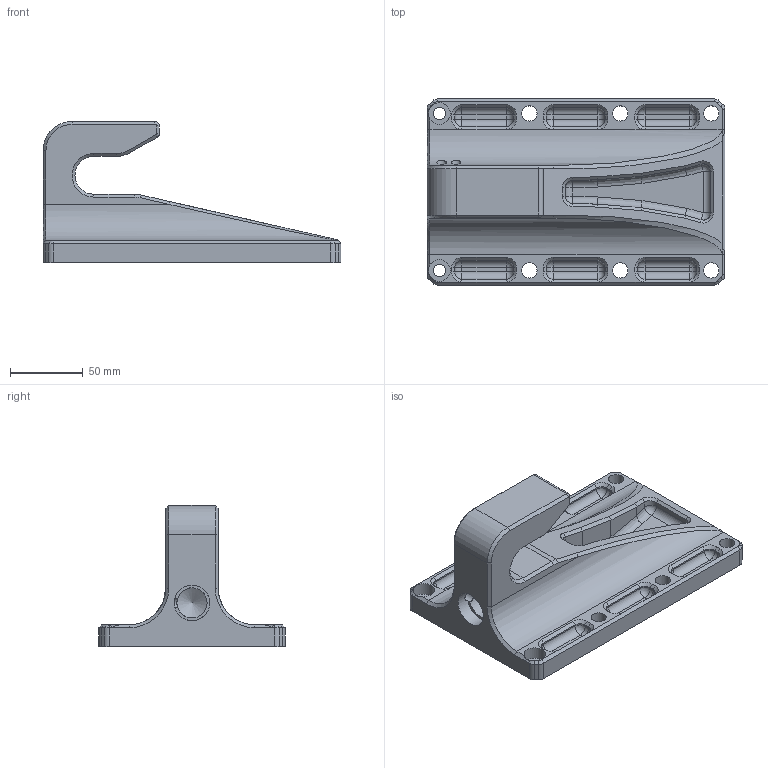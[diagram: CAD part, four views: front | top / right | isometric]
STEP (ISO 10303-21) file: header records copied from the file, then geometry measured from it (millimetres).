
FILE_DESCRIPTION(/* description */ ('Unknown'),/* implementation_level */ '2;1');
FILE_NAME(/* name */ '114986',/* time_stamp */ '2022-08-23T12:01:44+03:00',/* author */ ('Unknown'),/* organization */ ('Unknown'),/* preprocessor_version */ 'ST-DEVELOPER v16.7',/* originating_system */ 'Solid Edge',/* authorisation */ 'Unknown');
FILE_SCHEMA (('AUTOMOTIVE_DESIGN {1 0 10303 214 3 1 1}'));
Length unit declared in the file: millimetre
Products named in the file (1): 114986
Bounding box: 205 x 128 x 97 mm (x, y, z)
Volume: 573007.4 mm3; surface area: 92905.5 mm2
Topology: 1 solids, 1 shells, 298 faces, 699 edges, 375 vertices
Faces by surface type: plane 106, cylinder 87, cone 49, sphere 28, bspline 26, torus 2
Full cylindrical faces by diameter (mm): 6.647 x2, 8.5 x2, 10.5 x6, 15 x2, 20.752 x2, 24.5 x1
Entity records: 10881 total; most frequent: CARTESIAN_POINT 2342, DIRECTION 1350, ORIENTED_EDGE 1296, EDGE_CURVE 648, AXIS2_PLACEMENT_3D 496, VERTEX_POINT 369, LINE 358, VECTOR 358
